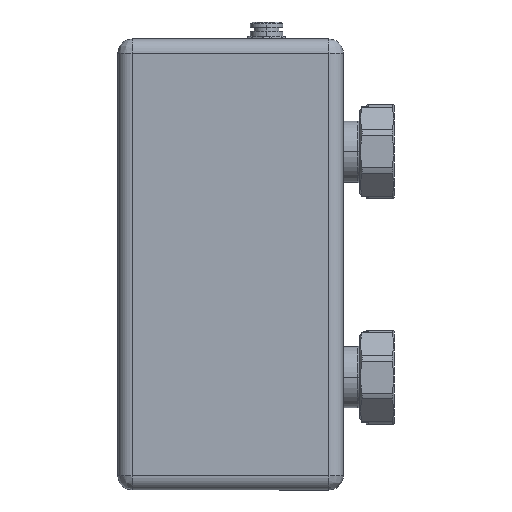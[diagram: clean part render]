
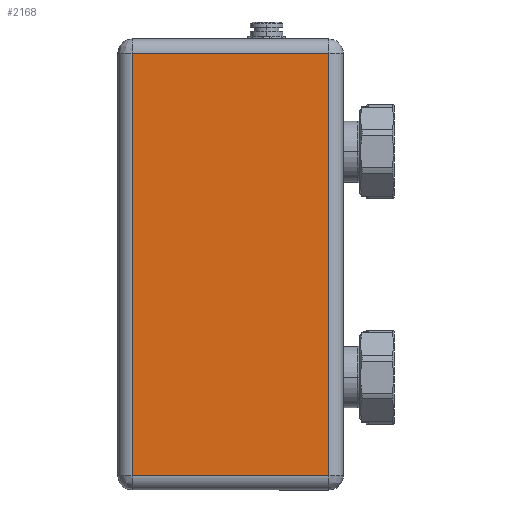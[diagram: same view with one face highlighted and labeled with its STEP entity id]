
A CAD part, left-side view. The second image highlights one B-rep face of the part: STEP entity #2168.
In plain terms, the highlighted planar face has unit normal (-1, 0, 0).
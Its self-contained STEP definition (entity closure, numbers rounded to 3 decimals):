
#19 = EDGE_CURVE ( 'Defeature completata1_100+Defeature completata1_101+Defeature completata1_96+Defeature completata1_94', #8761, #106, #3774, .T. ) ;
#28 = VECTOR ( 'NONE', #15450, 1000. ) ;
#106 = VERTEX_POINT ( 'NONE', #7828 ) ;
#1462 = DIRECTION ( 'NONE',  ( 0., 1., 0. ) ) ;
#1618 = EDGE_CURVE ( 'Defeature completata1_98+Defeature completata1_101+Defeature completata1_91+Defeature completata1_93', #1619, #14206, #15129, .T. ) ;
#1619 = VERTEX_POINT ( 'NONE', #13852 ) ;
#2168 = ADVANCED_FACE ( 'Defeature completata1_101', ( #10365 ), #10544, .F. ) ;
#2381 = ORIENTED_EDGE ( 'NONE', *, *, #1618, .F. ) ;
#3582 = VECTOR ( 'NONE', #9815, 1000. ) ;
#3774 = LINE ( 'NONE', #16903, #28 ) ;
#4792 = ORIENTED_EDGE ( 'NONE', *, *, #19, .F. ) ;
#5047 = DIRECTION ( 'NONE',  ( 0., 0., 1. ) ) ;
#5896 = EDGE_CURVE ( 'Defeature completata1_99+Defeature completata1_101+Defeature completata1_93+Defeature completata1_96', #14206, #8761, #7638, .T. ) ;
#7080 = CARTESIAN_POINT ( 'NONE',  ( -59., 0., -117. ) ) ;
#7259 = CARTESIAN_POINT ( 'NONE',  ( -59., 54.5, -117. ) ) ;
#7638 = LINE ( 'NONE', #9181, #9837 ) ;
#7828 = CARTESIAN_POINT ( 'NONE',  ( -59., -54.5, 117. ) ) ;
#7974 = CARTESIAN_POINT ( 'NONE',  ( -59., 0., 0. ) ) ;
#8761 = VERTEX_POINT ( 'NONE', #10808 ) ;
#9181 = CARTESIAN_POINT ( 'NONE',  ( -59., 54.5, 0. ) ) ;
#9513 = CARTESIAN_POINT ( 'NONE',  ( -59., -54.5, 0. ) ) ;
#9815 = DIRECTION ( 'NONE',  ( 0., 1., 0. ) ) ;
#9837 = VECTOR ( 'NONE', #5047, 1000. ) ;
#10365 = FACE_OUTER_BOUND ( 'NONE', #16448, .T. ) ;
#10544 = PLANE ( 'NONE',  #12081 ) ;
#10808 = CARTESIAN_POINT ( 'NONE',  ( -59., 54.5, 117. ) ) ;
#10995 = ORIENTED_EDGE ( 'NONE', *, *, #14483, .F. ) ;
#11922 = DIRECTION ( 'NONE',  ( 0., 0., -1. ) ) ;
#11999 = LINE ( 'NONE', #9513, #15997 ) ;
#12081 = AXIS2_PLACEMENT_3D ( 'NONE', #7974, #13203, #1462 ) ;
#13203 = DIRECTION ( 'NONE',  ( 1., 0., 0. ) ) ;
#13852 = CARTESIAN_POINT ( 'NONE',  ( -59., -54.5, -117. ) ) ;
#14206 = VERTEX_POINT ( 'NONE', #7259 ) ;
#14383 = ORIENTED_EDGE ( 'NONE', *, *, #5896, .F. ) ;
#14483 = EDGE_CURVE ( 'Defeature completata1_97+Defeature completata1_101+Defeature completata1_94+Defeature completata1_91', #106, #1619, #11999, .T. ) ;
#15129 = LINE ( 'NONE', #7080, #3582 ) ;
#15450 = DIRECTION ( 'NONE',  ( 0., -1., 0. ) ) ;
#15997 = VECTOR ( 'NONE', #11922, 1000. ) ;
#16448 = EDGE_LOOP ( 'NONE', ( #14383, #2381, #10995, #4792 ) ) ;
#16903 = CARTESIAN_POINT ( 'NONE',  ( -59., 0., 117. ) ) ;
